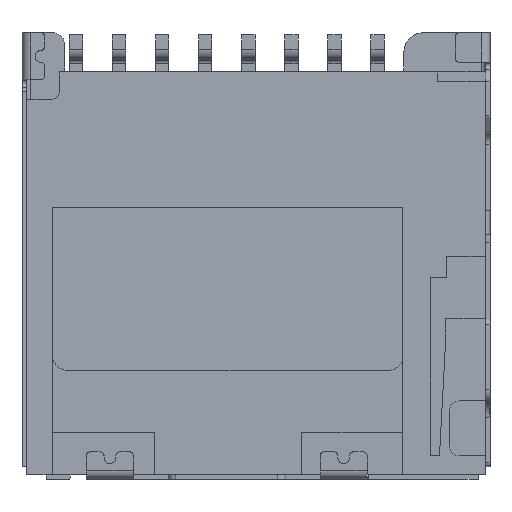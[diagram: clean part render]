
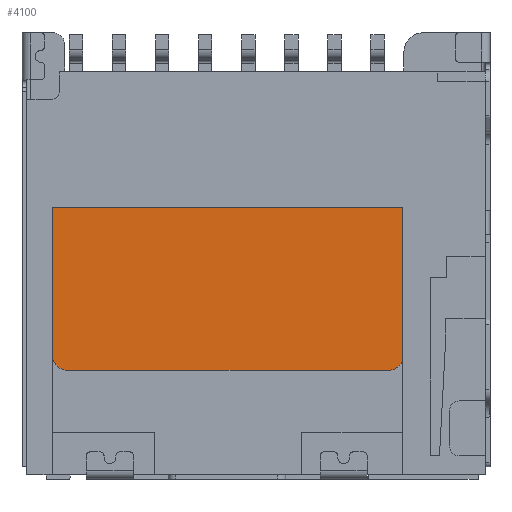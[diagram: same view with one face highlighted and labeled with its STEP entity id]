
A CAD part, front view. The second image highlights one B-rep face of the part: STEP entity #4100.
In plain terms, the highlighted planar face has unit normal (0, -1, 0).
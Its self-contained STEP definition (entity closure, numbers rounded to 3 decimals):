
#706 = ORIENTED_EDGE ( 'NONE', *, *, #3733, .T. ) ;
#710 = CARTESIAN_POINT ( 'NONE',  ( 3.45, 0.256, -2.52 ) ) ;
#1657 = VERTEX_POINT ( 'NONE', #11003 ) ;
#1676 = DIRECTION ( 'NONE',  ( 0., 1., 0. ) ) ;
#1737 = ORIENTED_EDGE ( 'NONE', *, *, #8578, .F. ) ;
#2233 = VERTEX_POINT ( 'NONE', #6815 ) ;
#2493 = LINE ( 'NONE', #6162, #11638 ) ;
#2554 = AXIS2_PLACEMENT_3D ( 'NONE', #8995, #5411, #4136 ) ;
#2986 = VECTOR ( 'NONE', #7848, 1000. ) ;
#2989 = LINE ( 'NONE', #10254, #2986 ) ;
#3208 = AXIS2_PLACEMENT_3D ( 'NONE', #710, #1676, #15095 ) ;
#3651 = CARTESIAN_POINT ( 'NONE',  ( -5.13, 0.256, -2.165 ) ) ;
#3733 = EDGE_CURVE ( 'NONE', #15420, #1657, #2493, .T. ) ;
#4100 = ADVANCED_FACE ( 'NONE', ( #15733 ), #14696, .T. ) ;
#4136 = DIRECTION ( 'NONE',  ( 0., 0., -1. ) ) ;
#4992 = CIRCLE ( 'NONE', #3208, 0.4 ) ;
#5402 = ORIENTED_EDGE ( 'NONE', *, *, #9379, .F. ) ;
#5411 = DIRECTION ( 'NONE',  ( 0., -1., 0. ) ) ;
#5736 = CARTESIAN_POINT ( 'NONE',  ( -4.73, 0.256, -2.92 ) ) ;
#6162 = CARTESIAN_POINT ( 'NONE',  ( -0.66, 0.256, -2.92 ) ) ;
#6436 = DIRECTION ( 'NONE',  ( 0., 0., 1. ) ) ;
#6815 = CARTESIAN_POINT ( 'NONE',  ( 3.81, 0.256, -2.694 ) ) ;
#7043 = AXIS2_PLACEMENT_3D ( 'NONE', #12063, #11103, #9902 ) ;
#7556 = LINE ( 'NONE', #3651, #15550 ) ;
#7848 = DIRECTION ( 'NONE',  ( 1., 0., 0. ) ) ;
#8071 = CARTESIAN_POINT ( 'NONE',  ( -5.13, 0.256, 1.25 ) ) ;
#8379 = ORIENTED_EDGE ( 'NONE', *, *, #12825, .T. ) ;
#8578 = EDGE_CURVE ( 'NONE', #2233, #1657, #4992, .T. ) ;
#8995 = CARTESIAN_POINT ( 'NONE',  ( -4.73, 0.256, -2.52 ) ) ;
#9127 = LINE ( 'NONE', #11695, #10868 ) ;
#9347 = EDGE_CURVE ( 'NONE', #13666, #2233, #9127, .T. ) ;
#9379 = EDGE_CURVE ( 'NONE', #14966, #13666, #2989, .T. ) ;
#9836 = DIRECTION ( 'NONE',  ( 1., 0., 0. ) ) ;
#9902 = DIRECTION ( 'NONE',  ( 0., 0., -1. ) ) ;
#10168 = CARTESIAN_POINT ( 'NONE',  ( 3.81, 0.256, 1.25 ) ) ;
#10254 = CARTESIAN_POINT ( 'NONE',  ( -0.66, 0.256, 1.25 ) ) ;
#10868 = VECTOR ( 'NONE', #14015, 1000. ) ;
#11003 = CARTESIAN_POINT ( 'NONE',  ( 3.45, 0.256, -2.92 ) ) ;
#11103 = DIRECTION ( 'NONE',  ( 0., -1., 0. ) ) ;
#11638 = VECTOR ( 'NONE', #9836, 1000. ) ;
#11695 = CARTESIAN_POINT ( 'NONE',  ( 3.81, 0.256, -2.165 ) ) ;
#11740 = CIRCLE ( 'NONE', #2554, 0.4 ) ;
#11858 = CARTESIAN_POINT ( 'NONE',  ( -5.13, 0.256, -2.52 ) ) ;
#12063 = CARTESIAN_POINT ( 'NONE',  ( -5.131, 0.256, 1.251 ) ) ;
#12740 = EDGE_CURVE ( 'NONE', #15801, #14966, #7556, .T. ) ;
#12825 = EDGE_CURVE ( 'NONE', #15801, #15420, #11740, .T. ) ;
#12904 = ORIENTED_EDGE ( 'NONE', *, *, #9347, .F. ) ;
#13076 = ORIENTED_EDGE ( 'NONE', *, *, #12740, .F. ) ;
#13666 = VERTEX_POINT ( 'NONE', #10168 ) ;
#14015 = DIRECTION ( 'NONE',  ( 0., 0., -1. ) ) ;
#14088 = EDGE_LOOP ( 'NONE', ( #5402, #13076, #8379, #706, #1737, #12904 ) ) ;
#14696 = PLANE ( 'NONE',  #7043 ) ;
#14966 = VERTEX_POINT ( 'NONE', #8071 ) ;
#15095 = DIRECTION ( 'NONE',  ( 0., 0., -1. ) ) ;
#15420 = VERTEX_POINT ( 'NONE', #5736 ) ;
#15550 = VECTOR ( 'NONE', #6436, 1000. ) ;
#15733 = FACE_OUTER_BOUND ( 'NONE', #14088, .T. ) ;
#15801 = VERTEX_POINT ( 'NONE', #11858 ) ;
